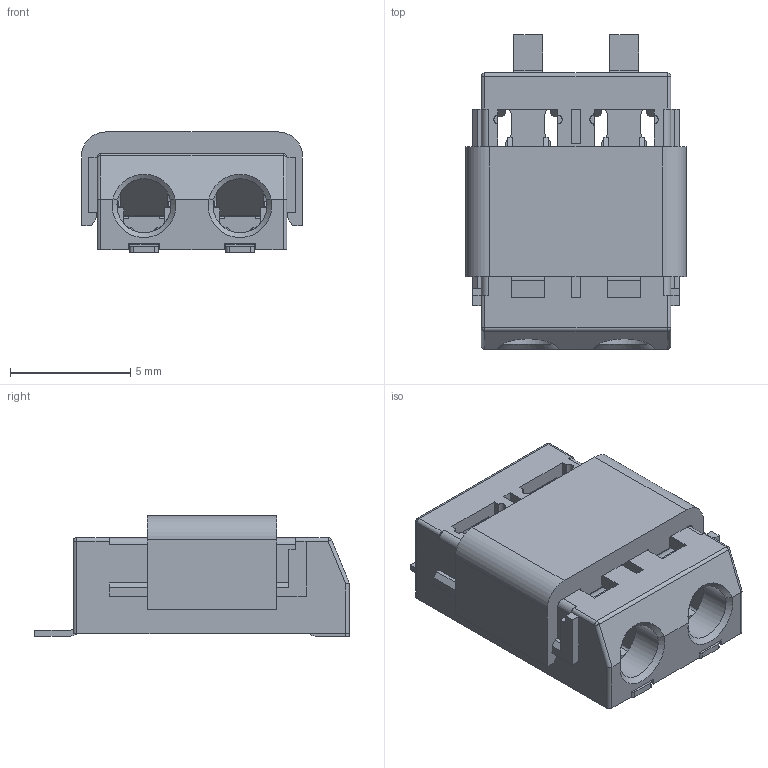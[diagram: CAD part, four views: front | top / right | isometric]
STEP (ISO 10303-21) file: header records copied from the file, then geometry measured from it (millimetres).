
FILE_DESCRIPTION(/* description */ ('Unknown'),/* implementation_level */ '2;1');
FILE_NAME(/* name */ '695402300222',/* time_stamp */ '2023-04-20T13:41:32+02:00',/* author */ ('Unknown'),/* organization */ ('Unknown'),/* preprocessor_version */ 'ST-DEVELOPER v18.102',/* originating_system */ 'Solid Edge',/* authorisation */ 'Unknown');
FILE_SCHEMA (('AUTOMOTIVE_DESIGN {1 0 10303 214 3 1 1}'));
Length unit declared in the file: millimetre
Products named in the file (4): 6954xx300222; 695402300222_Housing; 6954xx300222_Pin; 695402300222_Cover
Assembly tree (4 placements, depth 2):
  6954xx300222
    695402300222_Housing
    6954xx300222_Pin  x2
    695402300222_Cover
Bounding box: 9.2 x 13.1 x 5 mm (x, y, z)
Volume: 244.3 mm3; surface area: 1010.5 mm2
Topology: 4 solids, 4 shells, 758 faces, 2145 edges, 1386 vertices
Faces by surface type: plane 508, cylinder 226, bspline 18, sphere 4, cone 2
Full cylindrical faces by diameter (mm): 2.25 x2
Entity records: 18146 total; most frequent: CARTESIAN_POINT 3384, ORIENTED_EDGE 3154, DIRECTION 2957, EDGE_CURVE 1577, LINE 1267, VECTOR 1267, VERTEX_POINT 1020, AXIS2_PLACEMENT_3D 845
